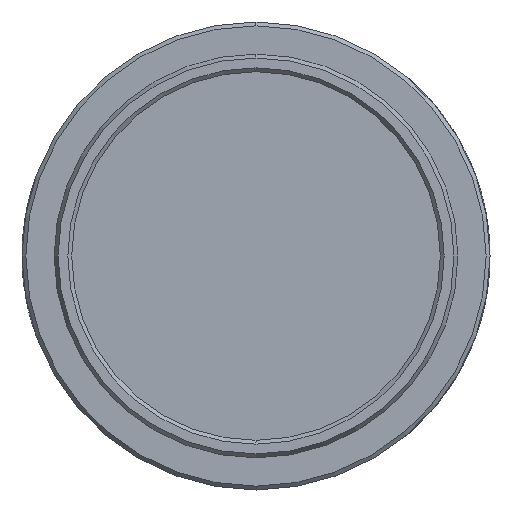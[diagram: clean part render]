
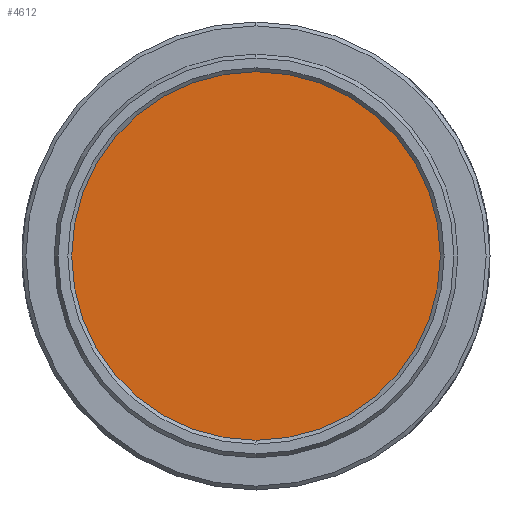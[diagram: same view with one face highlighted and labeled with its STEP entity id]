
A CAD part, left-side view. The second image highlights one B-rep face of the part: STEP entity #4612.
In plain terms, the highlighted planar face has unit normal (-1, 0, 0).
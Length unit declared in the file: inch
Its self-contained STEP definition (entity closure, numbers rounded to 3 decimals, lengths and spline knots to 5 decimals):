
#432 = DIRECTION ( 'NONE',  ( 0., 0., -1. ) ) ;
#450 = ORIENTED_EDGE ( 'NONE', *, *, #8055, .F. ) ;
#1153 = PLANE ( 'NONE',  #3404 ) ;
#1877 = EDGE_LOOP ( 'NONE', ( #5507, #450 ) ) ;
#1954 = DIRECTION ( 'NONE',  ( 0., 0., -1. ) ) ;
#2040 = CARTESIAN_POINT ( 'NONE',  ( -0.075, 0., 0.5 ) ) ;
#3235 = CARTESIAN_POINT ( 'NONE',  ( -0.075, 0., -0.5 ) ) ;
#3404 = AXIS2_PLACEMENT_3D ( 'NONE', #7241, #6494, #1954 ) ;
#4316 = DIRECTION ( 'NONE',  ( 1., 0., 0. ) ) ;
#4612 = ADVANCED_FACE ( 'NONE', ( #5951 ), #1153, .F. ) ;
#5018 = DIRECTION ( 'NONE',  ( 1., 0., 0. ) ) ;
#5507 = ORIENTED_EDGE ( 'NONE', *, *, #9756, .F. ) ;
#5745 = VERTEX_POINT ( 'NONE', #3235 ) ;
#5951 = FACE_OUTER_BOUND ( 'NONE', #1877, .T. ) ;
#5982 = VERTEX_POINT ( 'NONE', #2040 ) ;
#6494 = DIRECTION ( 'NONE',  ( 1., 0., 0. ) ) ;
#7088 = CIRCLE ( 'NONE', #7263, 0.5 ) ;
#7205 = AXIS2_PLACEMENT_3D ( 'NONE', #8894, #4316, #9676 ) ;
#7241 = CARTESIAN_POINT ( 'NONE',  ( -0.075, 0., 0. ) ) ;
#7263 = AXIS2_PLACEMENT_3D ( 'NONE', #9610, #5018, #432 ) ;
#8055 = EDGE_CURVE ( 'NONE', #5982, #5745, #7088, .T. ) ;
#8894 = CARTESIAN_POINT ( 'NONE',  ( -0.075, 0., 0. ) ) ;
#9153 = CIRCLE ( 'NONE', #7205, 0.5 ) ;
#9610 = CARTESIAN_POINT ( 'NONE',  ( -0.075, 0., 0. ) ) ;
#9676 = DIRECTION ( 'NONE',  ( 0., 0., -1. ) ) ;
#9756 = EDGE_CURVE ( 'NONE', #5745, #5982, #9153, .T. ) ;
